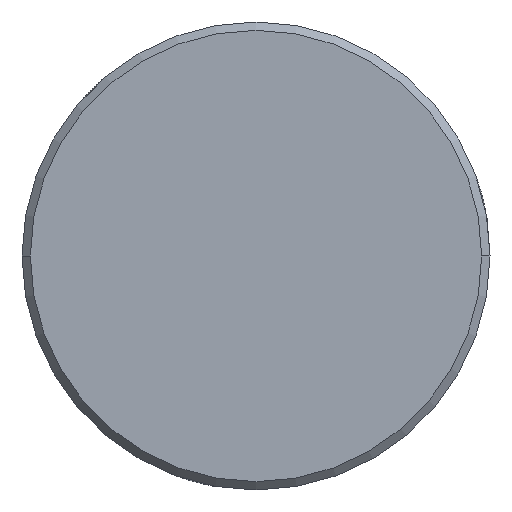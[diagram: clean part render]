
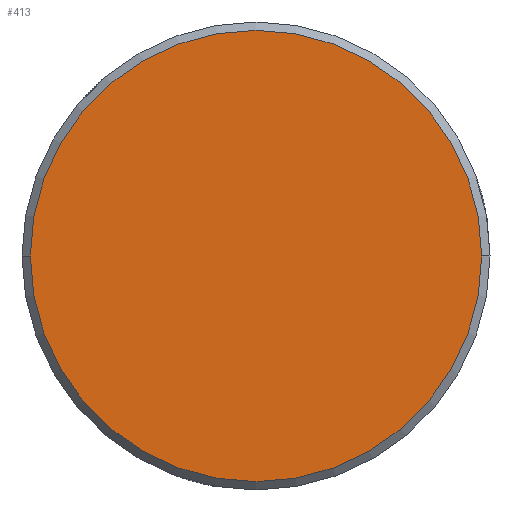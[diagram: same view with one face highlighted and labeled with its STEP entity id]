
A CAD part, left-side view. The second image highlights one B-rep face of the part: STEP entity #413.
In plain terms, the highlighted planar face has unit normal (-1, 0, 0).
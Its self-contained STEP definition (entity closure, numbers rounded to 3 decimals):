
#23 = ORIENTED_EDGE ( 'NONE', *, *, #1060, .T. ) ;
#92 = EDGE_LOOP ( 'NONE', ( #461, #23 ) ) ;
#102 = CARTESIAN_POINT ( 'NONE',  ( -115.7, 0., 0. ) ) ;
#104 = DIRECTION ( 'NONE',  ( -1., 0., 0. ) ) ;
#197 = DIRECTION ( 'NONE',  ( -1., 0., 0. ) ) ;
#203 = VERTEX_POINT ( 'NONE', #1062 ) ;
#263 = CIRCLE ( 'NONE', #670, 13.5 ) ;
#284 = CIRCLE ( 'NONE', #768, 13.5 ) ;
#312 = CARTESIAN_POINT ( 'NONE',  ( -115.7, 0., 0. ) ) ;
#362 = EDGE_CURVE ( 'NONE', #879, #203, #263, .T. ) ;
#413 = ADVANCED_FACE ( 'NONE', ( #414 ), #633, .T. ) ;
#414 = FACE_OUTER_BOUND ( 'NONE', #92, .T. ) ;
#461 = ORIENTED_EDGE ( 'NONE', *, *, #362, .T. ) ;
#633 = PLANE ( 'NONE',  #838 ) ;
#661 = DIRECTION ( 'NONE',  ( 0., 0., 1. ) ) ;
#670 = AXIS2_PLACEMENT_3D ( 'NONE', #312, #1007, #1011 ) ;
#768 = AXIS2_PLACEMENT_3D ( 'NONE', #102, #197, #789 ) ;
#789 = DIRECTION ( 'NONE',  ( 0., 1., 0. ) ) ;
#838 = AXIS2_PLACEMENT_3D ( 'NONE', #1057, #104, #661 ) ;
#879 = VERTEX_POINT ( 'NONE', #1042 ) ;
#1007 = DIRECTION ( 'NONE',  ( -1., 0., 0. ) ) ;
#1011 = DIRECTION ( 'NONE',  ( 0., 1., 0. ) ) ;
#1042 = CARTESIAN_POINT ( 'NONE',  ( -115.7, 13.5, 0. ) ) ;
#1057 = CARTESIAN_POINT ( 'NONE',  ( -115.7, -13.662, -13.662 ) ) ;
#1060 = EDGE_CURVE ( 'NONE', #203, #879, #284, .T. ) ;
#1062 = CARTESIAN_POINT ( 'NONE',  ( -115.7, -13.5, 0. ) ) ;
